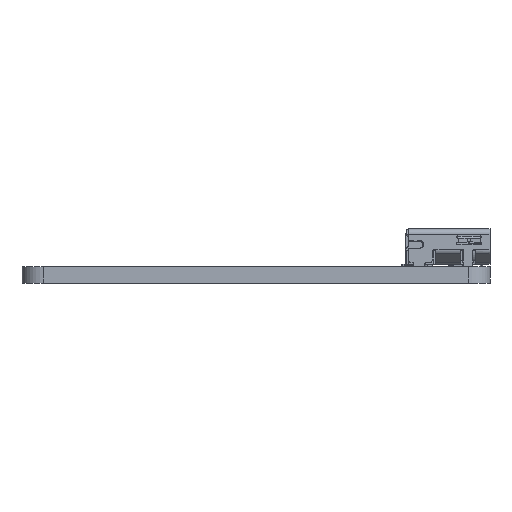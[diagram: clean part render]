
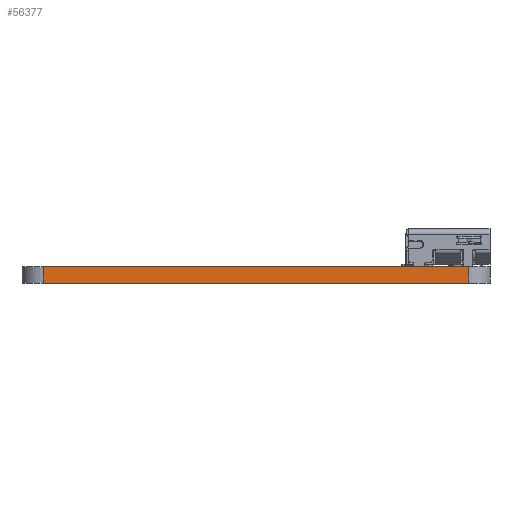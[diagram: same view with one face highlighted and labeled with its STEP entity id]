
A CAD part, left-side view. The second image highlights one B-rep face of the part: STEP entity #56377.
In plain terms, the highlighted planar face has unit normal (-1, 0, 0).
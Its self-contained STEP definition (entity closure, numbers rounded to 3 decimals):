
#55494 = VERTEX_POINT('',#55495);
#55495 = CARTESIAN_POINT('',(107.,-102.,0.));
#55502 = EDGE_CURVE('',#55503,#55494,#55505,.T.);
#55503 = VERTEX_POINT('',#55504);
#55504 = CARTESIAN_POINT('',(107.,-141.,0.));
#55505 = LINE('',#55506,#55507);
#55506 = CARTESIAN_POINT('',(107.,-141.,0.));
#55507 = VECTOR('',#55508,1.);
#55508 = DIRECTION('',(0.,1.,0.));
#55922 = VERTEX_POINT('',#55923);
#55923 = CARTESIAN_POINT('',(107.,-102.,1.51));
#55930 = EDGE_CURVE('',#55931,#55922,#55933,.T.);
#55931 = VERTEX_POINT('',#55932);
#55932 = CARTESIAN_POINT('',(107.,-141.,1.51));
#55933 = LINE('',#55934,#55935);
#55934 = CARTESIAN_POINT('',(107.,-141.,1.51));
#55935 = VECTOR('',#55936,1.);
#55936 = DIRECTION('',(0.,1.,0.));
#56347 = EDGE_CURVE('',#55494,#55922,#56348,.T.);
#56348 = LINE('',#56349,#56350);
#56349 = CARTESIAN_POINT('',(107.,-102.,0.));
#56350 = VECTOR('',#56351,1.);
#56351 = DIRECTION('',(0.,0.,1.));
#56377 = ADVANCED_FACE('',(#56378),#56389,.T.);
#56378 = FACE_BOUND('',#56379,.T.);
#56379 = EDGE_LOOP('',(#56380,#56386,#56387,#56388));
#56380 = ORIENTED_EDGE('',*,*,#56381,.T.);
#56381 = EDGE_CURVE('',#55503,#55931,#56382,.T.);
#56382 = LINE('',#56383,#56384);
#56383 = CARTESIAN_POINT('',(107.,-141.,0.));
#56384 = VECTOR('',#56385,1.);
#56385 = DIRECTION('',(0.,0.,1.));
#56386 = ORIENTED_EDGE('',*,*,#55930,.T.);
#56387 = ORIENTED_EDGE('',*,*,#56347,.F.);
#56388 = ORIENTED_EDGE('',*,*,#55502,.F.);
#56389 = PLANE('',#56390);
#56390 = AXIS2_PLACEMENT_3D('',#56391,#56392,#56393);
#56391 = CARTESIAN_POINT('',(107.,-141.,0.));
#56392 = DIRECTION('',(-1.,0.,0.));
#56393 = DIRECTION('',(0.,1.,0.));
